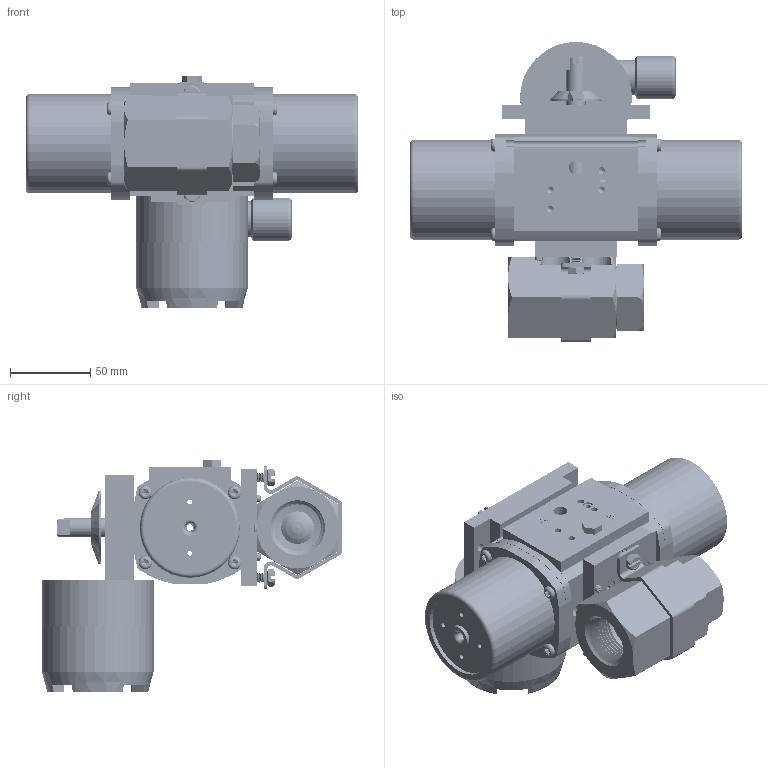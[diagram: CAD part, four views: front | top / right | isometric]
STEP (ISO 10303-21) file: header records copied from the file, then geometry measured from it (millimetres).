
FILE_DESCRIPTION (( 'STEP AP203' ), '1' );
FILE_NAME ('88XXNA512SRLS.step', '2018-03-13T18:25:55', ( '' ), ( '' ), 'SwSTEP 2.0', 'SolidWorks 2017', '' );
FILE_SCHEMA (( 'CONFIG_CONTROL_DESIGN' ));
Length unit declared in the file: inch
Products named in the file (1): 88XXNA512SRLS
Bounding box: 206.38 x 186.69 x 144.65 mm (x, y, z)
Volume: 759441.5 mm3; surface area: 308472.1 mm2
Topology: 51 solids, 51 shells, 4268 faces, 11282 edges, 7101 vertices
Faces by surface type: cylinder 2191, cone 1084, plane 674, bspline 188, torus 125, sphere 6
Entity records: 212455 total; most frequent: CARTESIAN_POINT 113331, ORIENTED_EDGE 22292, DIRECTION 19889, EDGE_CURVE 11146, AXIS2_PLACEMENT_3D 7853, VERTEX_POINT 7097, EDGE_LOOP 4573, FACE_OUTER_BOUND 4268
